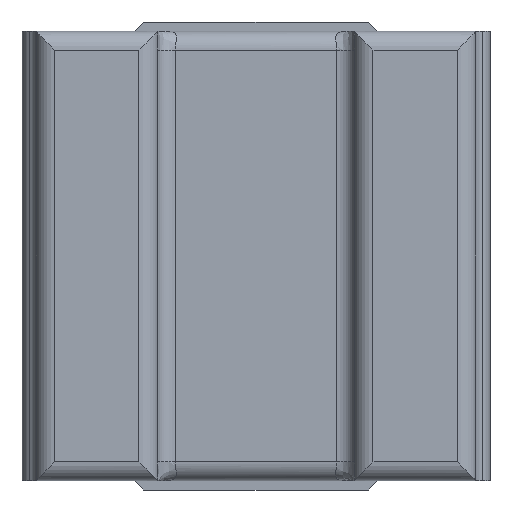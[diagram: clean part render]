
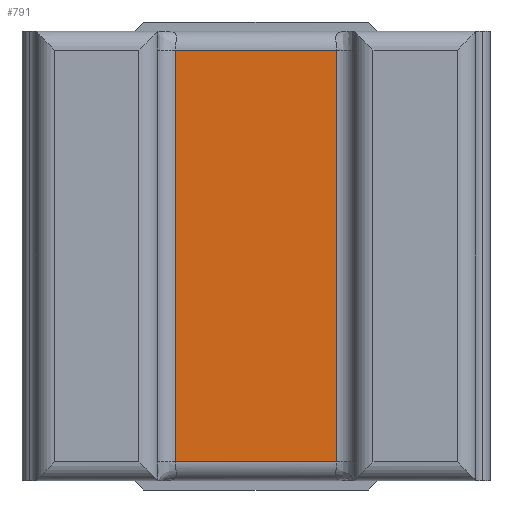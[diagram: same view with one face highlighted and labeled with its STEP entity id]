
A CAD part, front view. The second image highlights one B-rep face of the part: STEP entity #791.
In plain terms, the highlighted planar face has unit normal (0, -1, 0).
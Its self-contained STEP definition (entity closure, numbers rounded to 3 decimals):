
#29=PLANE('',#865);
#88=FACE_OUTER_BOUND('',#130,.T.);
#130=EDGE_LOOP('',(#573,#574,#575,#576));
#172=LINE('',#1222,#234);
#173=LINE('',#1365,#235);
#176=LINE('',#1379,#238);
#177=LINE('',#1505,#239);
#234=VECTOR('',#952,0.2);
#235=VECTOR('',#955,10.);
#238=VECTOR('',#970,0.2);
#239=VECTOR('',#973,10.);
#326=VERTEX_POINT('',#1215);
#329=VERTEX_POINT('',#1220);
#334=VERTEX_POINT('',#1356);
#339=VERTEX_POINT('',#1377);
#408=EDGE_CURVE('',#329,#326,#172,.T.);
#417=EDGE_CURVE('',#334,#329,#173,.T.);
#424=EDGE_CURVE('',#339,#334,#176,.T.);
#431=EDGE_CURVE('',#326,#339,#177,.T.);
#573=ORIENTED_EDGE('',*,*,#408,.F.);
#574=ORIENTED_EDGE('',*,*,#417,.F.);
#575=ORIENTED_EDGE('',*,*,#424,.F.);
#576=ORIENTED_EDGE('',*,*,#431,.F.);
#791=ADVANCED_FACE('',(#88),#29,.F.);
#865=AXIS2_PLACEMENT_3D('',#1513,#982,#983);
#952=DIRECTION('',(0.,0.,-1.));
#955=DIRECTION('',(1.,0.,0.));
#970=DIRECTION('',(0.,0.,1.));
#973=DIRECTION('',(-1.,0.,0.));
#982=DIRECTION('center_axis',(0.,1.,0.));
#983=DIRECTION('ref_axis',(0.,0.,1.));
#1215=CARTESIAN_POINT('',(0.863,0.,-2.2));
#1220=CARTESIAN_POINT('',(0.863,0.,2.2));
#1222=CARTESIAN_POINT('',(0.863,0.,1.2));
#1356=CARTESIAN_POINT('',(-0.863,0.,2.2));
#1365=CARTESIAN_POINT('',(-1.25,0.,2.2));
#1377=CARTESIAN_POINT('',(-0.863,0.,-2.2));
#1379=CARTESIAN_POINT('',(-0.863,0.,-1.2));
#1505=CARTESIAN_POINT('',(1.25,0.,-2.2));
#1513=CARTESIAN_POINT('Origin',(0.,0.,0.));
